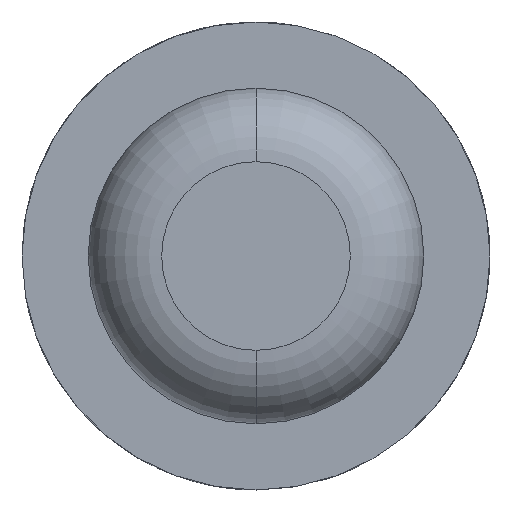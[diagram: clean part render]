
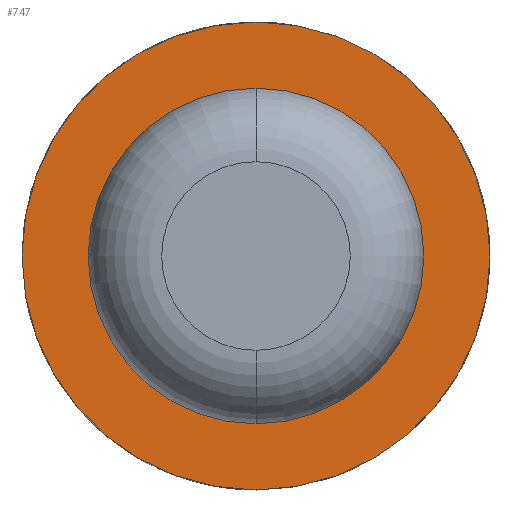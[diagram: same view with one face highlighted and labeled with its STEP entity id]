
A CAD part, front view. The second image highlights one B-rep face of the part: STEP entity #747.
In plain terms, the highlighted planar face has unit normal (0, -1, 0).
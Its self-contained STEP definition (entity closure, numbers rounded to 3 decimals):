
#189 = CARTESIAN_POINT ( 'NONE',  ( 0., 4.1, 0. ) ) ;
#278 = EDGE_LOOP ( 'NONE', ( #3941, #2763 ) ) ;
#344 = EDGE_CURVE ( 'Defeature ausgef�hrt1_7+Defeature ausgef�hrt1_8+Defeature ausgef�hrt1_8+Defeature ausgef�hrt1_8', #1999, #365, #1437, .T. ) ;
#365 = VERTEX_POINT ( 'NONE', #3606 ) ;
#477 = EDGE_CURVE ( 'Defeature ausgef�hrt1_7+Defeature ausgef�hrt1_8+Defeature ausgef�hrt1_8+Defeature ausgef�hrt1_8', #365, #1999, #1486, .T. ) ;
#666 = DIRECTION ( 'NONE',  ( 0., 0., 1. ) ) ;
#747 = ADVANCED_FACE ( 'Defeature ausgef�hrt1_8', ( #1124, #2383 ), #2830, .F. ) ;
#886 = DIRECTION ( 'NONE',  ( 0., 0., 1. ) ) ;
#948 = AXIS2_PLACEMENT_3D ( 'NONE', #3636, #2239, #886 ) ;
#1124 = FACE_OUTER_BOUND ( 'NONE', #3345, .T. ) ;
#1319 = CARTESIAN_POINT ( 'NONE',  ( 0., 4.1, 0. ) ) ;
#1437 = CIRCLE ( 'NONE', #948, 0.955 ) ;
#1486 = CIRCLE ( 'NONE', #3128, 0.955 ) ;
#1512 = DIRECTION ( 'NONE',  ( 0., 0., 1. ) ) ;
#1693 = CIRCLE ( 'NONE', #3398, 0.535 ) ;
#1845 = VERTEX_POINT ( 'NONE', #1957 ) ;
#1957 = CARTESIAN_POINT ( 'NONE',  ( 0., 4.1, -0.535 ) ) ;
#1999 = VERTEX_POINT ( 'NONE', #4107 ) ;
#2097 = CIRCLE ( 'NONE', #2505, 0.535 ) ;
#2099 = DIRECTION ( 'NONE',  ( 0., 0., 1. ) ) ;
#2239 = DIRECTION ( 'NONE',  ( 0., 1., 0. ) ) ;
#2315 = DIRECTION ( 'NONE',  ( 0., 1., 0. ) ) ;
#2383 = FACE_BOUND ( 'NONE', #278, .T. ) ;
#2505 = AXIS2_PLACEMENT_3D ( 'NONE', #189, #3227, #2918 ) ;
#2763 = ORIENTED_EDGE ( 'NONE', *, *, #3835, .T. ) ;
#2812 = ORIENTED_EDGE ( 'NONE', *, *, #344, .F. ) ;
#2830 = PLANE ( 'NONE',  #3968 ) ;
#2877 = CARTESIAN_POINT ( 'NONE',  ( 0.955, 4.1, 0. ) ) ;
#2879 = CARTESIAN_POINT ( 'NONE',  ( 0., 4.1, 0.535 ) ) ;
#2918 = DIRECTION ( 'NONE',  ( 0., 0., 1. ) ) ;
#2929 = EDGE_CURVE ( 'Defeature ausgef�hrt1_8+Defeature ausgef�hrt1_6+Defeature ausgef�hrt1_6+Defeature ausgef�hrt1_6', #3288, #1845, #1693, .T. ) ;
#3128 = AXIS2_PLACEMENT_3D ( 'NONE', #1319, #2315, #666 ) ;
#3186 = DIRECTION ( 'NONE',  ( 0., 1., 0. ) ) ;
#3227 = DIRECTION ( 'NONE',  ( 0., 1., 0. ) ) ;
#3288 = VERTEX_POINT ( 'NONE', #2879 ) ;
#3345 = EDGE_LOOP ( 'NONE', ( #3880, #2812 ) ) ;
#3398 = AXIS2_PLACEMENT_3D ( 'NONE', #4200, #3186, #2099 ) ;
#3558 = DIRECTION ( 'NONE',  ( 0., 1., 0. ) ) ;
#3606 = CARTESIAN_POINT ( 'NONE',  ( 0., 4.1, 0.955 ) ) ;
#3636 = CARTESIAN_POINT ( 'NONE',  ( 0., 4.1, 0. ) ) ;
#3835 = EDGE_CURVE ( 'Defeature ausgef�hrt1_8+Defeature ausgef�hrt1_6+Defeature ausgef�hrt1_6+Defeature ausgef�hrt1_6', #1845, #3288, #2097, .T. ) ;
#3880 = ORIENTED_EDGE ( 'NONE', *, *, #477, .F. ) ;
#3941 = ORIENTED_EDGE ( 'NONE', *, *, #2929, .T. ) ;
#3968 = AXIS2_PLACEMENT_3D ( 'NONE', #2877, #3558, #1512 ) ;
#4107 = CARTESIAN_POINT ( 'NONE',  ( 0., 4.1, -0.955 ) ) ;
#4200 = CARTESIAN_POINT ( 'NONE',  ( 0., 4.1, 0. ) ) ;
